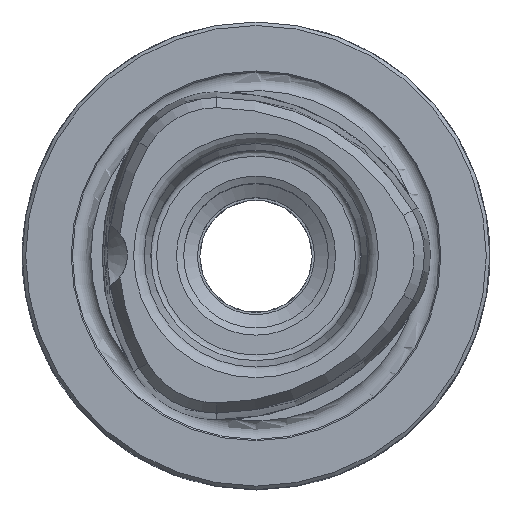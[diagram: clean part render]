
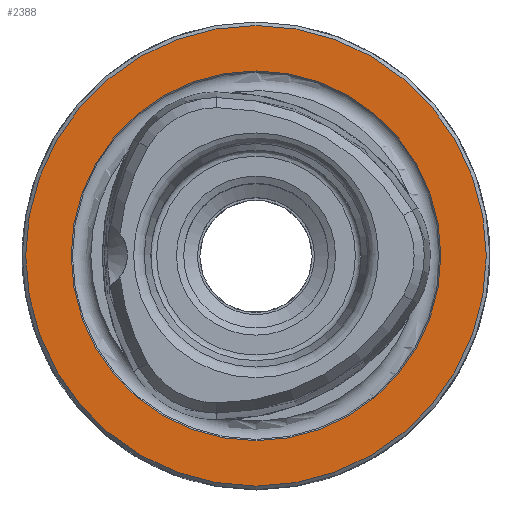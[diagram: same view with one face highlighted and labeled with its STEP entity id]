
A CAD part, top view. The second image highlights one B-rep face of the part: STEP entity #2388.
In plain terms, the highlighted planar face has unit normal (0, 0, 1).
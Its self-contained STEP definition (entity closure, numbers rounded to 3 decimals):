
#568=ORIENTED_EDGE('',*,*,#889,.T.);
#569=ORIENTED_EDGE('',*,*,#888,.F.);
#888=EDGE_CURVE('',#1063,#1063,#1159,.T.);
#889=EDGE_CURVE('',#1064,#1064,#1160,.T.);
#1063=VERTEX_POINT('',#3796);
#1064=VERTEX_POINT('',#3799);
#1159=CIRCLE('',#2585,15.814);
#1160=CIRCLE('',#2587,19.7);
#1264=EDGE_LOOP('',(#568));
#1265=EDGE_LOOP('',(#569));
#1429=FACE_BOUND('',#1264,.T.);
#1430=FACE_BOUND('',#1265,.T.);
#1520=PLANE('',#2586);
#2388=ADVANCED_FACE('',(#1429,#1430),#1520,.T.);
#2585=AXIS2_PLACEMENT_3D('',#3795,#2963,#2964);
#2586=AXIS2_PLACEMENT_3D('',#3797,#2965,#2966);
#2587=AXIS2_PLACEMENT_3D('',#3798,#2967,#2968);
#2963=DIRECTION('',(0.,0.,1.));
#2964=DIRECTION('',(1.,0.,0.));
#2965=DIRECTION('',(0.,0.,1.));
#2966=DIRECTION('',(1.,0.,0.));
#2967=DIRECTION('',(0.,0.,1.));
#2968=DIRECTION('',(1.,0.,0.));
#3795=CARTESIAN_POINT('',(0.,0.,0.));
#3796=CARTESIAN_POINT('',(15.814,0.,0.));
#3797=CARTESIAN_POINT('',(15.5,0.,0.));
#3798=CARTESIAN_POINT('',(0.,0.,0.));
#3799=CARTESIAN_POINT('',(19.7,0.,0.));
